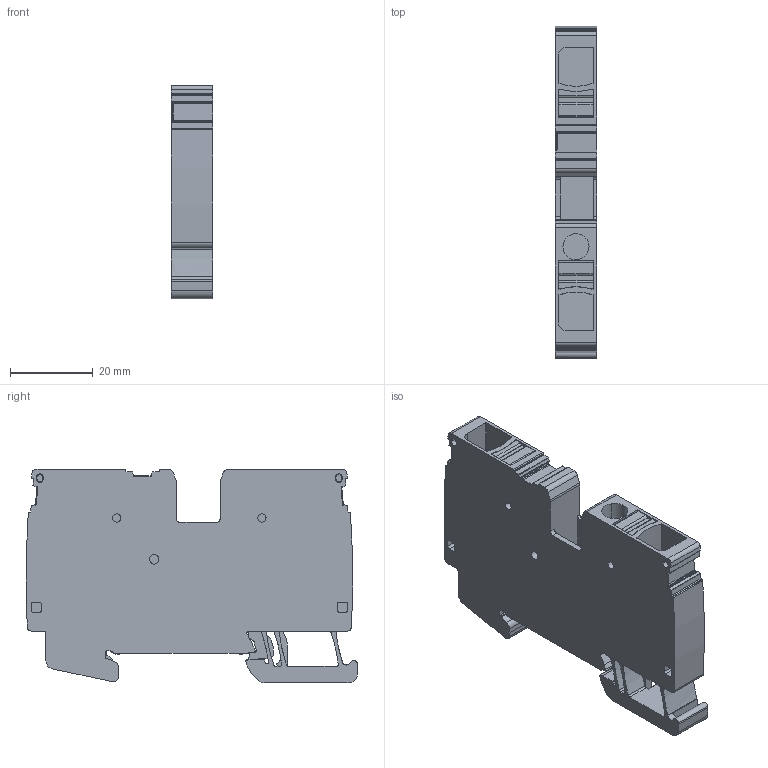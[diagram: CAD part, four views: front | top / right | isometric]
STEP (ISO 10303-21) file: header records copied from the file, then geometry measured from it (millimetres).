
FILE_DESCRIPTION(('CATIA V5 STEP Exchange','CAx-IF Rec.Pracs.--- Model Styling and Organization---1.5--- 2016-08-15','CAx-IF Rec.Pracs.---Supplemental Geometry---1.0---2011-11-01','CAx-IF Rec.Pracs.--- Composite Materials ---1.1---2010-07-15'),'2;1');
FILE_NAME ('D1462808_2', '2025-09-22T09:10:56+00:00', ('none'), ('Weidmueller'), 'CATIA Version 5-6 Release 2024 SP4', 'CATIA V5 STEP AP214 v3', 'none');
FILE_SCHEMA(('AUTOMOTIVE_DESIGN { 1 0 10303 214 1 1 1 1 }'));
Length unit declared in the file: millimetre
Products named in the file (1): v5-standard_part
Bounding box: 10 x 80.08 x 51.45 mm (x, y, z)
Volume: 29846.8 mm3; surface area: 13653.6 mm2
Topology: 1 solids, 3 shells, 549 faces, 1596 edges, 1060 vertices
Faces by surface type: plane 270, cylinder 259, cone 8, sphere 8, torus 4
Entity records: 17588 total; most frequent: CARTESIAN_POINT 3586, ORIENTED_EDGE 3176, DIRECTION 2345, EDGE_CURVE 1588, VERTEX_POINT 1060, VECTOR 1013, LINE 1013, AXIS2_PLACEMENT_3D 917
